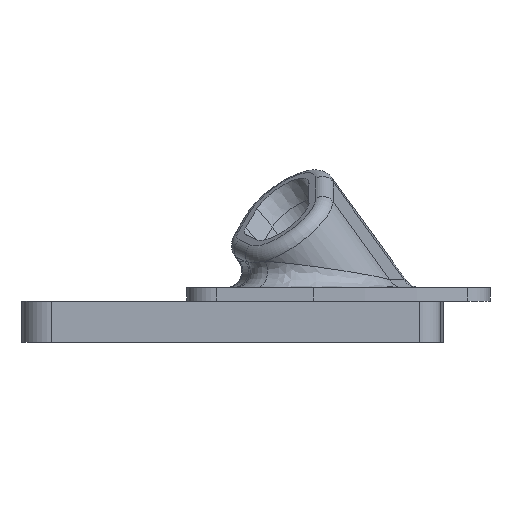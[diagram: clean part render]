
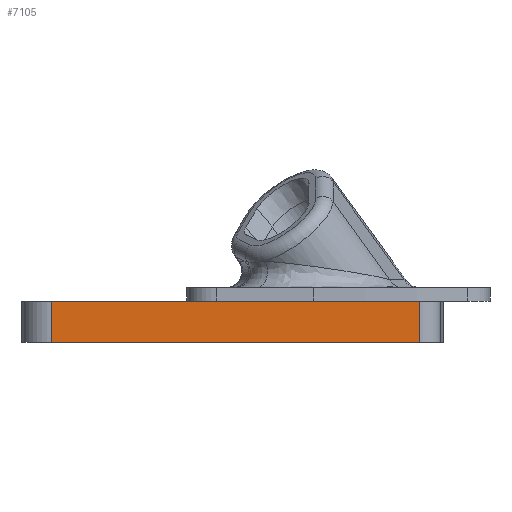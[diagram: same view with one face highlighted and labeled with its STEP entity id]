
A CAD part, left-side view. The second image highlights one B-rep face of the part: STEP entity #7105.
In plain terms, the highlighted planar face has unit normal (-1, 0, 0).
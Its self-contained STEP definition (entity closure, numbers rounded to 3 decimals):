
#3814 = PLANE('',#3815);
#3815 = AXIS2_PLACEMENT_3D('',#3816,#3817,#3818);
#3816 = CARTESIAN_POINT('',(0.,0.,-1.6));
#3817 = DIRECTION('',(0.,0.,1.));
#3818 = DIRECTION('',(1.,0.,0.));
#4277 = VERTEX_POINT('',#4278);
#4278 = CARTESIAN_POINT('',(-72.8,18.4,-1.6));
#4292 = PLANE('',#4293);
#4293 = AXIS2_PLACEMENT_3D('',#4294,#4295,#4296);
#4294 = CARTESIAN_POINT('',(0.,12.8,-1.6));
#4295 = DIRECTION('',(0.,0.,-1.));
#4296 = DIRECTION('',(-1.,0.,0.));
#5809 = EDGE_CURVE('',#4277,#5810,#5812,.T.);
#5810 = VERTEX_POINT('',#5811);
#5811 = CARTESIAN_POINT('',(-72.8,-9.8,-1.6));
#5812 = SURFACE_CURVE('',#5813,(#5817,#5824),.PCURVE_S1.);
#5813 = LINE('',#5814,#5815);
#5814 = CARTESIAN_POINT('',(-72.8,-4.9,-1.6));
#5815 = VECTOR('',#5816,1.);
#5816 = DIRECTION('',(0.,-1.,0.));
#5817 = PCURVE('',#3814,#5818);
#5818 = DEFINITIONAL_REPRESENTATION('',(#5819),#5823);
#5819 = LINE('',#5820,#5821);
#5820 = CARTESIAN_POINT('',(-72.8,-4.9));
#5821 = VECTOR('',#5822,1.);
#5822 = DIRECTION('',(0.,-1.));
#5823 = ( GEOMETRIC_REPRESENTATION_CONTEXT(2) 
PARAMETRIC_REPRESENTATION_CONTEXT() REPRESENTATION_CONTEXT('2D SPACE',''
  ) );
#5824 = PCURVE('',#5825,#5830);
#5825 = PLANE('',#5826);
#5826 = AXIS2_PLACEMENT_3D('',#5827,#5828,#5829);
#5827 = CARTESIAN_POINT('',(-72.8,-9.8,-1.6));
#5828 = DIRECTION('',(-1.,0.,0.));
#5829 = DIRECTION('',(0.,1.,0.));
#5830 = DEFINITIONAL_REPRESENTATION('',(#5831),#5835);
#5831 = LINE('',#5832,#5833);
#5832 = CARTESIAN_POINT('',(4.9,0.));
#5833 = VECTOR('',#5834,1.);
#5834 = DIRECTION('',(-1.,0.));
#5835 = ( GEOMETRIC_REPRESENTATION_CONTEXT(2) 
PARAMETRIC_REPRESENTATION_CONTEXT() REPRESENTATION_CONTEXT('2D SPACE',''
  ) );
#5854 = CYLINDRICAL_SURFACE('',#5855,2.6);
#5855 = AXIS2_PLACEMENT_3D('',#5856,#5857,#5858);
#5856 = CARTESIAN_POINT('',(-70.2,-9.8,-1.6));
#5857 = DIRECTION('',(0.,0.,-1.));
#5858 = DIRECTION('',(0.,-1.,0.));
#6380 = VERTEX_POINT('',#6381);
#6381 = CARTESIAN_POINT('',(-72.8,34.8,-1.6));
#6396 = CYLINDRICAL_SURFACE('',#6397,3.6);
#6397 = AXIS2_PLACEMENT_3D('',#6398,#6399,#6400);
#6398 = CARTESIAN_POINT('',(-69.2,34.8,-1.6));
#6399 = DIRECTION('',(0.,0.,-1.));
#6400 = DIRECTION('',(-1.,0.,0.));
#6408 = EDGE_CURVE('',#4277,#6380,#6409,.T.);
#6409 = SURFACE_CURVE('',#6410,(#6414,#6421),.PCURVE_S1.);
#6410 = LINE('',#6411,#6412);
#6411 = CARTESIAN_POINT('',(-72.8,-9.8,-1.6));
#6412 = VECTOR('',#6413,1.);
#6413 = DIRECTION('',(0.,1.,0.));
#6414 = PCURVE('',#4292,#6415);
#6415 = DEFINITIONAL_REPRESENTATION('',(#6416),#6420);
#6416 = LINE('',#6417,#6418);
#6417 = CARTESIAN_POINT('',(72.8,-22.6));
#6418 = VECTOR('',#6419,1.);
#6419 = DIRECTION('',(0.,1.));
#6420 = ( GEOMETRIC_REPRESENTATION_CONTEXT(2) 
PARAMETRIC_REPRESENTATION_CONTEXT() REPRESENTATION_CONTEXT('2D SPACE',''
  ) );
#6421 = PCURVE('',#5825,#6422);
#6422 = DEFINITIONAL_REPRESENTATION('',(#6423),#6427);
#6423 = LINE('',#6424,#6425);
#6424 = CARTESIAN_POINT('',(0.,0.));
#6425 = VECTOR('',#6426,1.);
#6426 = DIRECTION('',(1.,0.));
#6427 = ( GEOMETRIC_REPRESENTATION_CONTEXT(2) 
PARAMETRIC_REPRESENTATION_CONTEXT() REPRESENTATION_CONTEXT('2D SPACE',''
  ) );
#7105 = ADVANCED_FACE('',(#7106),#5825,.T.);
#7106 = FACE_BOUND('',#7107,.T.);
#7107 = EDGE_LOOP('',(#7108,#7109,#7110,#7133,#7161));
#7108 = ORIENTED_EDGE('',*,*,#5809,.F.);
#7109 = ORIENTED_EDGE('',*,*,#6408,.T.);
#7110 = ORIENTED_EDGE('',*,*,#7111,.T.);
#7111 = EDGE_CURVE('',#6380,#7112,#7114,.T.);
#7112 = VERTEX_POINT('',#7113);
#7113 = CARTESIAN_POINT('',(-72.8,34.8,-6.6));
#7114 = SURFACE_CURVE('',#7115,(#7119,#7126),.PCURVE_S1.);
#7115 = LINE('',#7116,#7117);
#7116 = CARTESIAN_POINT('',(-72.8,34.8,-1.6));
#7117 = VECTOR('',#7118,1.);
#7118 = DIRECTION('',(0.,0.,-1.));
#7119 = PCURVE('',#5825,#7120);
#7120 = DEFINITIONAL_REPRESENTATION('',(#7121),#7125);
#7121 = LINE('',#7122,#7123);
#7122 = CARTESIAN_POINT('',(44.6,0.));
#7123 = VECTOR('',#7124,1.);
#7124 = DIRECTION('',(0.,1.));
#7125 = ( GEOMETRIC_REPRESENTATION_CONTEXT(2) 
PARAMETRIC_REPRESENTATION_CONTEXT() REPRESENTATION_CONTEXT('2D SPACE',''
  ) );
#7126 = PCURVE('',#6396,#7127);
#7127 = DEFINITIONAL_REPRESENTATION('',(#7128),#7132);
#7128 = LINE('',#7129,#7130);
#7129 = CARTESIAN_POINT('',(0.,0.));
#7130 = VECTOR('',#7131,1.);
#7131 = DIRECTION('',(0.,1.));
#7132 = ( GEOMETRIC_REPRESENTATION_CONTEXT(2) 
PARAMETRIC_REPRESENTATION_CONTEXT() REPRESENTATION_CONTEXT('2D SPACE',''
  ) );
#7133 = ORIENTED_EDGE('',*,*,#7134,.F.);
#7134 = EDGE_CURVE('',#7135,#7112,#7137,.T.);
#7135 = VERTEX_POINT('',#7136);
#7136 = CARTESIAN_POINT('',(-72.8,-9.8,-6.6));
#7137 = SURFACE_CURVE('',#7138,(#7142,#7149),.PCURVE_S1.);
#7138 = LINE('',#7139,#7140);
#7139 = CARTESIAN_POINT('',(-72.8,-9.8,-6.6));
#7140 = VECTOR('',#7141,1.);
#7141 = DIRECTION('',(0.,1.,0.));
#7142 = PCURVE('',#5825,#7143);
#7143 = DEFINITIONAL_REPRESENTATION('',(#7144),#7148);
#7144 = LINE('',#7145,#7146);
#7145 = CARTESIAN_POINT('',(0.,5.));
#7146 = VECTOR('',#7147,1.);
#7147 = DIRECTION('',(1.,0.));
#7148 = ( GEOMETRIC_REPRESENTATION_CONTEXT(2) 
PARAMETRIC_REPRESENTATION_CONTEXT() REPRESENTATION_CONTEXT('2D SPACE',''
  ) );
#7149 = PCURVE('',#7150,#7155);
#7150 = PLANE('',#7151);
#7151 = AXIS2_PLACEMENT_3D('',#7152,#7153,#7154);
#7152 = CARTESIAN_POINT('',(0.,12.8,-6.6));
#7153 = DIRECTION('',(0.,0.,-1.));
#7154 = DIRECTION('',(-1.,0.,0.));
#7155 = DEFINITIONAL_REPRESENTATION('',(#7156),#7160);
#7156 = LINE('',#7157,#7158);
#7157 = CARTESIAN_POINT('',(72.8,-22.6));
#7158 = VECTOR('',#7159,1.);
#7159 = DIRECTION('',(0.,1.));
#7160 = ( GEOMETRIC_REPRESENTATION_CONTEXT(2) 
PARAMETRIC_REPRESENTATION_CONTEXT() REPRESENTATION_CONTEXT('2D SPACE',''
  ) );
#7161 = ORIENTED_EDGE('',*,*,#7162,.F.);
#7162 = EDGE_CURVE('',#5810,#7135,#7163,.T.);
#7163 = SURFACE_CURVE('',#7164,(#7168,#7175),.PCURVE_S1.);
#7164 = LINE('',#7165,#7166);
#7165 = CARTESIAN_POINT('',(-72.8,-9.8,-1.6));
#7166 = VECTOR('',#7167,1.);
#7167 = DIRECTION('',(0.,0.,-1.));
#7168 = PCURVE('',#5825,#7169);
#7169 = DEFINITIONAL_REPRESENTATION('',(#7170),#7174);
#7170 = LINE('',#7171,#7172);
#7171 = CARTESIAN_POINT('',(0.,0.));
#7172 = VECTOR('',#7173,1.);
#7173 = DIRECTION('',(0.,1.));
#7174 = ( GEOMETRIC_REPRESENTATION_CONTEXT(2) 
PARAMETRIC_REPRESENTATION_CONTEXT() REPRESENTATION_CONTEXT('2D SPACE',''
  ) );
#7175 = PCURVE('',#5854,#7176);
#7176 = DEFINITIONAL_REPRESENTATION('',(#7177),#7181);
#7177 = LINE('',#7178,#7179);
#7178 = CARTESIAN_POINT('',(1.571,0.));
#7179 = VECTOR('',#7180,1.);
#7180 = DIRECTION('',(0.,1.));
#7181 = ( GEOMETRIC_REPRESENTATION_CONTEXT(2) 
PARAMETRIC_REPRESENTATION_CONTEXT() REPRESENTATION_CONTEXT('2D SPACE',''
  ) );
